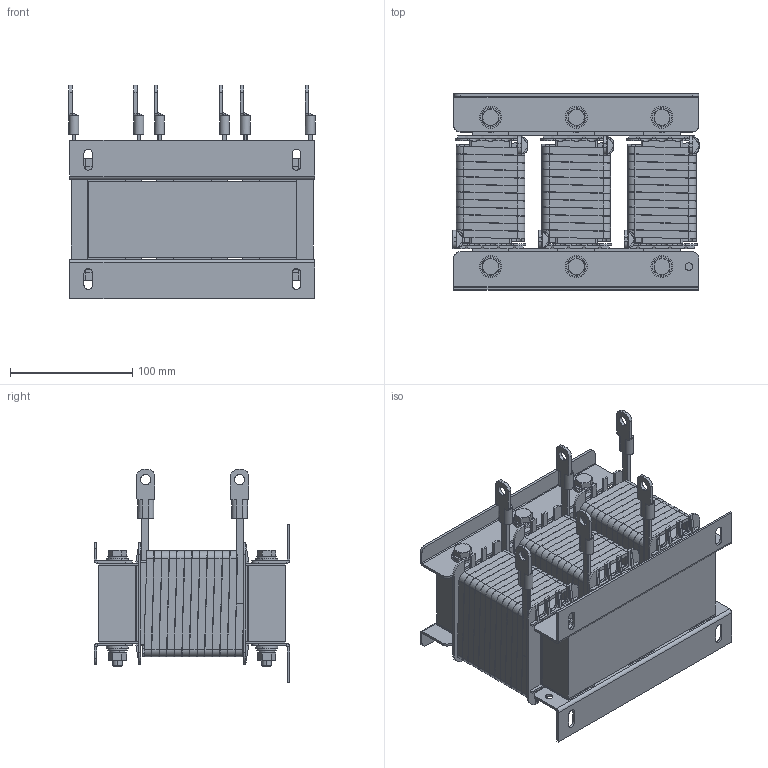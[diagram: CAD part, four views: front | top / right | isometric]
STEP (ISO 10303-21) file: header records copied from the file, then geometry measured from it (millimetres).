
FILE_DESCRIPTION (( 'STEP AP214' ), '1' );
FILE_NAME ('ACL- 30-65-90蚾饜极.STEP', '2025-05-06T00:19:03', ( '' ), ( '' ), 'SwSTEP 2.0', 'SolidWorks 2024', '' );
FILE_SCHEMA (( 'AUTOMOTIVE_DESIGN' ));
Length unit declared in the file: millimetre
Products named in the file (15): 线圈30-65-90装配体1; 直径8T字型绝缘垫; 线圈方形（30-65-90）; 1型六角螺母-GBT6170_M8; 平垫圈_C级-GBT95_8; 上轭铁30-170-62.5; 下支架  200-31-32; 骨架线圈（30-65-90）; 铝拉板  30-152-1.5; 鞍形弹簧垫圈-GBT7245_8; 六角头螺栓-GBT5782_M8X90; 上支架  200-31-17; ACL-  30-65-90装配体; 柱铁（30-90-62.5）; 接线鼻JG25-8
Assembly tree (64 placements, depth 3):
  ACL-  30-65-90装配体
    上轭铁30-170-62.5  x2
    铝拉板  30-152-1.5  x6
    下支架  200-31-32  x2
    直径8T字型绝缘垫  x12
    平垫圈_C级-GBT95_8  x12
    六角头螺栓-GBT5782_M8X90  x6
    鞍形弹簧垫圈-GBT7245_8  x6
    1型六角螺母-GBT6170_M8  x6
    柱铁（30-90-62.5）  x3
    线圈30-65-90装配体1  x3
      骨架线圈（30-65-90）
      线圈方形（30-65-90）
      接线鼻JG25-8
    上支架  200-31-17  x2
Bounding box: 201.02 x 160 x 174.35 mm (x, y, z)
Volume: 1596858.2 mm3; surface area: 662148.3 mm2
Topology: 75 solids, 75 shells, 2148 faces, 5668 edges, 3688 vertices
Faces by surface type: plane 1268, cylinder 748, cone 108, bspline 24
Entity records: 26172 total; most frequent: CARTESIAN_POINT 10721, ORIENTED_EDGE 3276, DIRECTION 2792, EDGE_CURVE 1638, VERTEX_POINT 1065, AXIS2_PLACEMENT_3D 933, LINE 926, VECTOR 926
